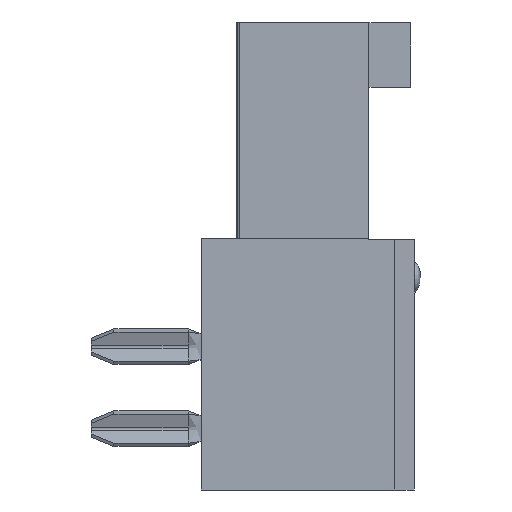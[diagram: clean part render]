
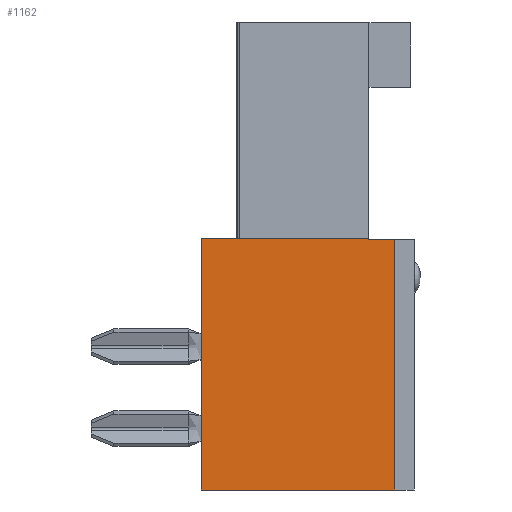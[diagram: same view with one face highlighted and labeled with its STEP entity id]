
A CAD part, left-side view. The second image highlights one B-rep face of the part: STEP entity #1162.
In plain terms, the highlighted planar face has unit normal (-1, 0, 0).
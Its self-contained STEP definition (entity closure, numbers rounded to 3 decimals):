
#1162 = ADVANCED_FACE( '', ( #2743 ), #2744, .F. );
#2743 = FACE_OUTER_BOUND( '', #4972, .T. );
#2744 = PLANE( '', #4973 );
#4972 = EDGE_LOOP( '', ( #8215, #8216, #8217, #8218, #8219, #8220 ) );
#4973 = AXIS2_PLACEMENT_3D( '', #8221, #8222, #8223 );
#8215 = ORIENTED_EDGE( '', *, *, #13865, .F. );
#8216 = ORIENTED_EDGE( '', *, *, #13866, .F. );
#8217 = ORIENTED_EDGE( '', *, *, #12993, .F. );
#8218 = ORIENTED_EDGE( '', *, *, #13867, .F. );
#8219 = ORIENTED_EDGE( '', *, *, #13868, .F. );
#8220 = ORIENTED_EDGE( '', *, *, #13852, .F. );
#8221 = CARTESIAN_POINT( '', ( -18.53, 0., 0. ) );
#8222 = DIRECTION( '', ( 1., 0., 0. ) );
#8223 = DIRECTION( '', ( 0., 0., -1. ) );
#12993 = EDGE_CURVE( '', #15612, #15614, #15615, .T. );
#13852 = EDGE_CURVE( '', #17056, #17058, #17059, .T. );
#13865 = EDGE_CURVE( '', #17079, #17056, #17080, .T. );
#13866 = EDGE_CURVE( '', #15614, #17079, #17081, .T. );
#13867 = EDGE_CURVE( '', #17082, #15612, #17083, .T. );
#13868 = EDGE_CURVE( '', #17058, #17082, #17084, .T. );
#15612 = VERTEX_POINT( '', #19437 );
#15614 = VERTEX_POINT( '', #19440 );
#15615 = LINE( '', #19441, #19442 );
#17056 = VERTEX_POINT( '', #21526 );
#17058 = VERTEX_POINT( '', #21529 );
#17059 = LINE( '', #21530, #21531 );
#17079 = VERTEX_POINT( '', #21559 );
#17080 = LINE( '', #21560, #21561 );
#17081 = LINE( '', #21562, #21563 );
#17082 = VERTEX_POINT( '', #21564 );
#17083 = LINE( '', #21565, #21566 );
#17084 = LINE( '', #21567, #21568 );
#19437 = CARTESIAN_POINT( '', ( -18.53, -1.9, 3.85 ) );
#19440 = CARTESIAN_POINT( '', ( -18.53, -2.7, 3.85 ) );
#19441 = CARTESIAN_POINT( '', ( -18.53, -1.9, 3.85 ) );
#19442 = VECTOR( '', #24795, 1000. );
#21526 = CARTESIAN_POINT( '', ( -18.53, 3.3, -3.9 ) );
#21529 = CARTESIAN_POINT( '', ( -18.53, 3.3, 3.9 ) );
#21530 = CARTESIAN_POINT( '', ( -18.53, 3.3, -3.9 ) );
#21531 = VECTOR( '', #25632, 1000. );
#21559 = CARTESIAN_POINT( '', ( -18.53, -2.7, -3.9 ) );
#21560 = CARTESIAN_POINT( '', ( -18.53, -2.7, -3.9 ) );
#21561 = VECTOR( '', #25644, 1000. );
#21562 = CARTESIAN_POINT( '', ( -18.53, -2.7, 3.85 ) );
#21563 = VECTOR( '', #25645, 1000. );
#21564 = CARTESIAN_POINT( '', ( -18.53, -1.9, 3.9 ) );
#21565 = CARTESIAN_POINT( '', ( -18.53, -1.9, 3.9 ) );
#21566 = VECTOR( '', #25646, 1000. );
#21567 = CARTESIAN_POINT( '', ( -18.53, 3.3, 3.9 ) );
#21568 = VECTOR( '', #25647, 1000. );
#24795 = DIRECTION( '', ( 0., -1., 0. ) );
#25632 = DIRECTION( '', ( 0., 0., 1. ) );
#25644 = DIRECTION( '', ( 0., 1., 0. ) );
#25645 = DIRECTION( '', ( 0., 0., -1. ) );
#25646 = DIRECTION( '', ( 0., 0., -1. ) );
#25647 = DIRECTION( '', ( 0., -1., 0. ) );
